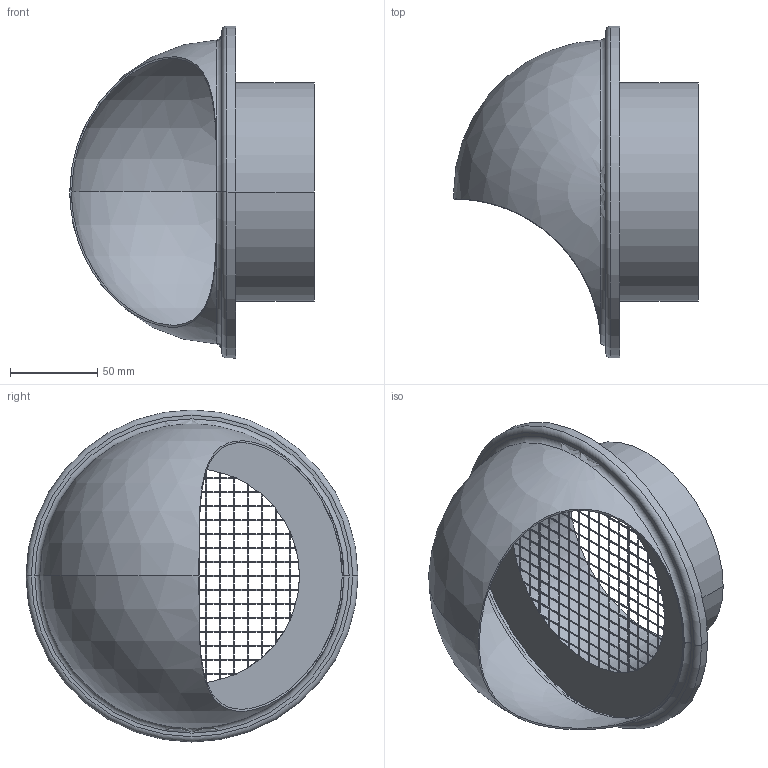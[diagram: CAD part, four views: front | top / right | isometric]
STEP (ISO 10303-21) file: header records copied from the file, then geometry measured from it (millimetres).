
FILE_DESCRIPTION (( 'STEP AP214' ), '1' );
FILE_NAME ('LH-V2A 12.STEP', '2020-06-05T13:48:26', ( '' ), ( '' ), 'SwSTEP 2.0', 'SolidWorks 2017', '' );
FILE_SCHEMA (( 'AUTOMOTIVE_DESIGN' ));
Length unit declared in the file: millimetre
Products named in the file (1): LH-V2A 12
Bounding box: 140 x 190 x 190 mm (x, y, z)
Volume: 78517.1 mm3; surface area: 145918.5 mm2
Topology: 1 solids, 1 shells, 828 faces, 2640 edges, 1758 vertices
Faces by surface type: plane 807, cylinder 9, torus 8, sphere 4
Entity records: 29900 total; most frequent: CARTESIAN_POINT 5555, ORIENTED_EDGE 5280, DIRECTION 4460, EDGE_CURVE 2640, LINE 2470, VECTOR 2470, VERTEX_POINT 1758, EDGE_LOOP 1204
